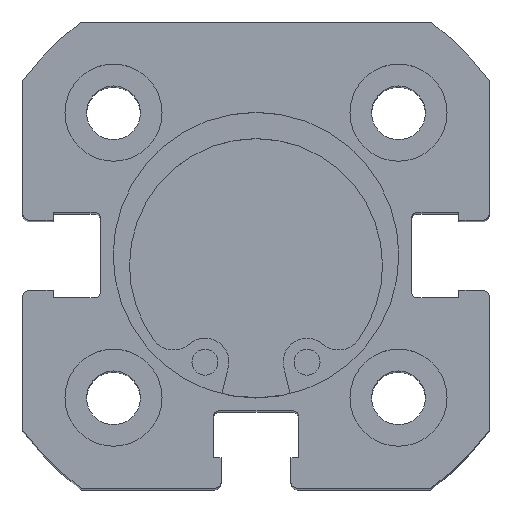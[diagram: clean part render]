
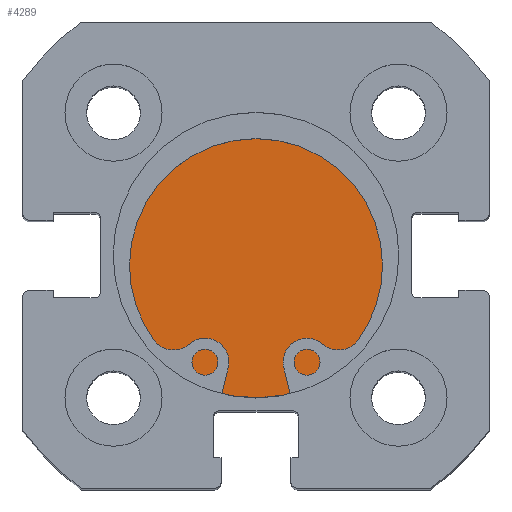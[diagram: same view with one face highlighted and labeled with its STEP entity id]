
A CAD part, top view. The second image highlights one B-rep face of the part: STEP entity #4289.
In plain terms, the highlighted face is planar.
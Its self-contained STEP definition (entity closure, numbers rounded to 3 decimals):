
#116 = CARTESIAN_POINT ( 'NONE',  ( 6., 0., -11. ) ) ;
#162 = CARTESIAN_POINT ( 'NONE',  ( 6., 0., 11. ) ) ;
#557 = VERTEX_POINT ( 'NONE', #162 ) ;
#593 = CIRCLE ( 'NONE', #2591, 11. ) ;
#597 = VERTEX_POINT ( 'NONE', #116 ) ;
#767 = CIRCLE ( 'NONE', #2592, 11. ) ;
#1941 = DIRECTION ( 'NONE',  ( 0., 0., 1. ) ) ;
#1942 = DIRECTION ( 'NONE',  ( -1., 0., 0. ) ) ;
#1945 = CARTESIAN_POINT ( 'NONE',  ( 6., 0., 0. ) ) ;
#1957 = DIRECTION ( 'NONE',  ( 0., 0., 1. ) ) ;
#1958 = DIRECTION ( 'NONE',  ( -1., 0., 0. ) ) ;
#1977 = CARTESIAN_POINT ( 'NONE',  ( 6., 0., 0. ) ) ;
#2230 = EDGE_CURVE ( 'NONE', #597, #557, #593, .T. ) ;
#2235 = EDGE_CURVE ( 'NONE', #557, #597, #767, .T. ) ;
#2591 = AXIS2_PLACEMENT_3D ( 'NONE', #1977, #1958, #1957 ) ;
#2592 = AXIS2_PLACEMENT_3D ( 'NONE', #1945, #1942, #1941 ) ;
#2891 = AXIS2_PLACEMENT_3D ( 'NONE', #5430, #5438, #5439 ) ;
#3560 = ORIENTED_EDGE ( 'NONE', *, *, #2230, .F. ) ;
#3581 = ORIENTED_EDGE ( 'NONE', *, *, #2235, .F. ) ;
#3665 = EDGE_LOOP ( 'NONE', ( #3581, #3560 ) ) ;
#4289 = ADVANCED_FACE ( 'NONE', ( #4721 ), #5411, .F. ) ;
#4721 = FACE_OUTER_BOUND ( 'NONE', #3665, .T. ) ;
#5411 = PLANE ( 'NONE',  #2891 ) ;
#5430 = CARTESIAN_POINT ( 'NONE',  ( 6., 11., 0. ) ) ;
#5438 = DIRECTION ( 'NONE',  ( -1., 0., 0. ) ) ;
#5439 = DIRECTION ( 'NONE',  ( 0., 0., 1. ) ) ;
